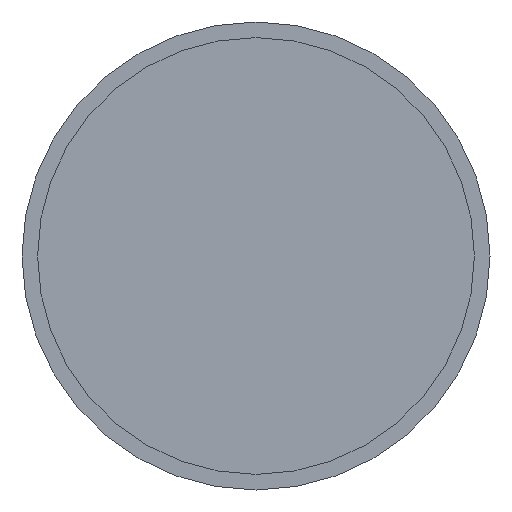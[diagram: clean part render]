
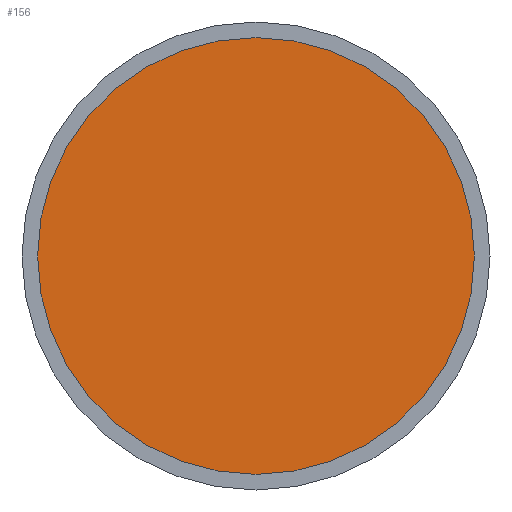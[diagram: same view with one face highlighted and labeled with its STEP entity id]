
A CAD part, front view. The second image highlights one B-rep face of the part: STEP entity #156.
In plain terms, the highlighted planar face has unit normal (0, -1, 0).
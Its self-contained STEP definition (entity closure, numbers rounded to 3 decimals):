
#36 = EDGE_CURVE ( 'NONE', #96, #99, #161, .T. ) ;
#37 = ORIENTED_EDGE ( 'NONE', *, *, #36, .T. ) ;
#96 = VERTEX_POINT ( 'NONE', #385 ) ;
#98 = EDGE_CURVE ( 'NONE', #99, #96, #384, .T. ) ;
#99 = VERTEX_POINT ( 'NONE', #393 ) ;
#154 = EDGE_LOOP ( 'NONE', ( #155, #37 ) ) ;
#155 = ORIENTED_EDGE ( 'NONE', *, *, #98, .T. ) ;
#156 = ADVANCED_FACE ( 'NONE', ( #412 ), #411, .F. ) ;
#157 = DIRECTION ( 'NONE',  ( 0., 0., -1. ) ) ;
#158 = DIRECTION ( 'NONE',  ( 0., -1., 0. ) ) ;
#159 = CARTESIAN_POINT ( 'NONE',  ( 0., 0., 0. ) ) ;
#160 = AXIS2_PLACEMENT_3D ( 'NONE', #159, #158, #157 ) ;
#161 = CIRCLE ( 'NONE', #160, 28. ) ;
#384 = CIRCLE ( 'NONE', #397, 28. ) ;
#385 = CARTESIAN_POINT ( 'NONE',  ( 0., 0., 28. ) ) ;
#393 = CARTESIAN_POINT ( 'NONE',  ( 0., 0., -28. ) ) ;
#394 = DIRECTION ( 'NONE',  ( 0., 0., -1. ) ) ;
#395 = DIRECTION ( 'NONE',  ( 0., -1., 0. ) ) ;
#396 = CARTESIAN_POINT ( 'NONE',  ( 0., 0., 0. ) ) ;
#397 = AXIS2_PLACEMENT_3D ( 'NONE', #396, #395, #394 ) ;
#407 = DIRECTION ( 'NONE',  ( 0., 0., 1. ) ) ;
#408 = DIRECTION ( 'NONE',  ( 0., 1., 0. ) ) ;
#409 = CARTESIAN_POINT ( 'NONE',  ( 0., 0., 0. ) ) ;
#410 = AXIS2_PLACEMENT_3D ( 'NONE', #409, #408, #407 ) ;
#411 = PLANE ( 'NONE',  #410 ) ;
#412 = FACE_OUTER_BOUND ( 'NONE', #154, .T. ) ;
